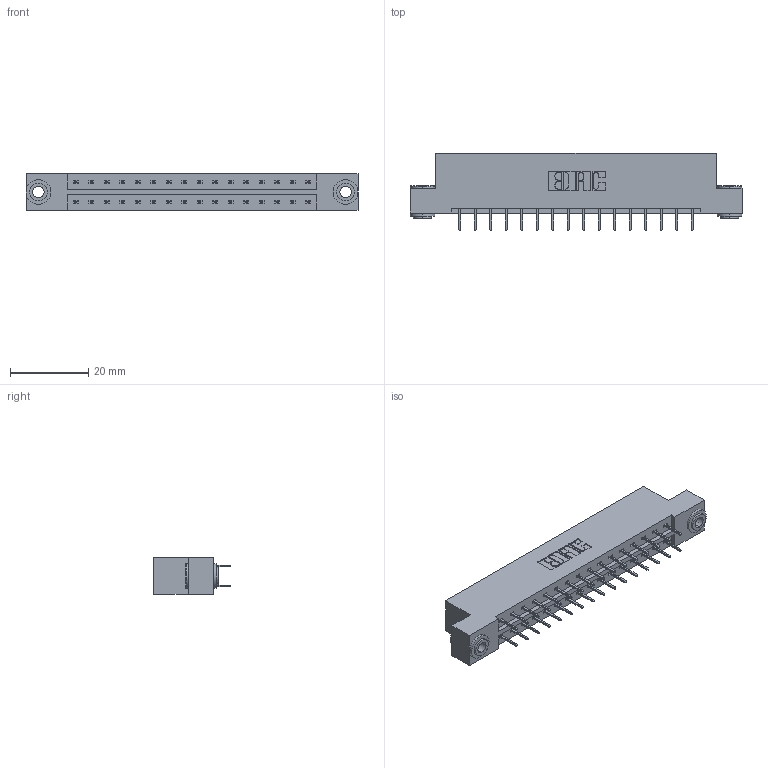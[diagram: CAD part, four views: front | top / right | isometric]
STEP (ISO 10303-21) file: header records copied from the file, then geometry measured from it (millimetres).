
FILE_DESCRIPTION (( 'STEP AP203' ), '1' );
FILE_NAME ('333-032-524-203.STEP', '2018-08-02T20:02:20', ( '' ), ( '' ), 'SwSTEP 2.0', 'SolidWorks 2016', '' );
FILE_SCHEMA (( 'CONFIG_CONTROL_DESIGN' ));
Length unit declared in the file: inch
Products named in the file (4): 345-292-001_345-293-124; 345-250-002_345-250-002-102; 333-032-524-203; 333 Part_Flush - .156 Dia - TH
Assembly tree (35 placements, depth 2):
  333-032-524-203
    333 Part_Flush - .156 Dia - TH
    345-292-001_345-293-124  x32
    345-250-002_345-250-002-102  x2
Bounding box: 84.94 x 19.69 x 9.4 mm (x, y, z)
Volume: 8399.5 mm3; surface area: 9726.4 mm2
Topology: 35 solids, 35 shells, 1944 faces, 5475 edges, 3518 vertices
Faces by surface type: plane 1424, cylinder 512, cone 8
Entity records: 14380 total; most frequent: CARTESIAN_POINT 2389, ORIENTED_EDGE 2318, DIRECTION 2121, EDGE_CURVE 1159, VECTOR 1011, LINE 1011, VERTEX_POINT 766, AXIS2_PLACEMENT_3D 555
